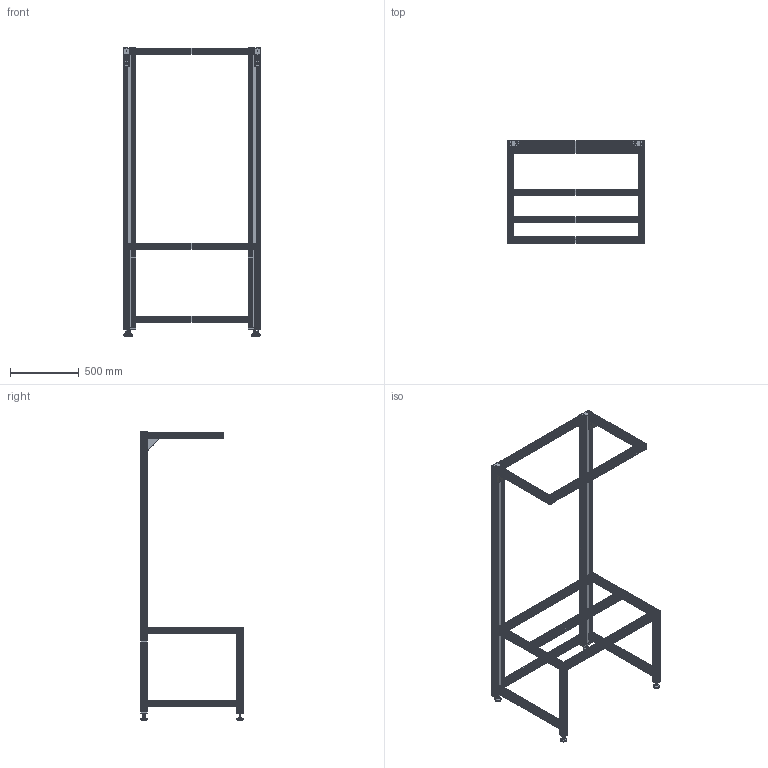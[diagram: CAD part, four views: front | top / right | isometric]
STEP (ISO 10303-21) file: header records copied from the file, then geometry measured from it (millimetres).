
FILE_DESCRIPTION(/* description */ ('Kastentisch S - 1000 mit Portalaufbau'),/* implementation_level */ '2;1');
FILE_NAME(/* name */ '32-0113-1FZ.001_Kastentisch S - 1000 mit Portalaufbau.step',/* time_stamp */ '2021-12-13T09:19:14+01:00',/* author */ ('Tobi'),/* organization */ (''),/* preprocessor_version */ 'ST-DEVELOPER v18.1',/* originating_system */ 'Autodesk Inventor 2021',/* authorisation */ '');
FILE_SCHEMA (('AUTOMOTIVE_DESIGN { 1 0 10303 214 3 1 1 }'));
Length unit declared in the file: millimetre
Products named in the file (23): 32-0113-1FZ.000; MTW_1-00164642; 20-1033-0FZ.001; leer; 20-1033-0FZ.001_1; 20-1033-0FZ.001_2; 20-1033-0FZ.001_3; 22-1004-1FZ.001; 22-1007-1FZ.001; leer_1; leer_2; leer_3; 21-1038-1FZ.001; leer_4; 21-2902-0FZ.000; leer_5; leer_6; leer_7; leer_8; 21-1397-12FZ.000; leer_9; 21-1351-2FZ.005; leer_10
Assembly tree (52 placements, depth 4):
  32-0113-1FZ.000
    MTW_1-00164642  x2
    20-1033-0FZ.001  x2
    leer  x2
    20-1033-0FZ.001_1  x4
    20-1033-0FZ.001_2  x4
    20-1033-0FZ.001_3  x2
    22-1004-1FZ.001  x2
    22-1007-1FZ.001  x2
    leer_1  x2
      21-2902-0FZ.000
      leer_5
      leer_6
      leer_7
    leer_2  x2
      leer_3
        21-1038-1FZ.001
        leer_9  x2
      leer_4
        21-2902-0FZ.000
        leer_5
        leer_6
        leer_7
    leer_8  x2
      21-1397-12FZ.000
      leer_9
      21-1351-2FZ.005
      leer_10
Bounding box: 1000 x 745 x 2103 mm (x, y, z)
Volume: 12855486.1 mm3; surface area: 9212566.6 mm2
Topology: 68 solids, 68 shells, 3214 faces, 9032 edges, 5982 vertices
Faces by surface type: plane 1724, cylinder 1352, cone 64, torus 42, bspline 16, sphere 16
Full cylindrical faces by diameter (mm): 5 x6, 5.5 x6, 8 x20, 8.376 x6, 8.4 x8, 9 x4, 10 x4, 12 x4, 13 x12, 15 x12, 16 x8, 37 x8, 45 x4
Entity records: 39652 total; most frequent: CARTESIAN_POINT 6986, DIRECTION 6648, ORIENTED_EDGE 6478, EDGE_CURVE 3239, AXIS2_PLACEMENT_3D 2255, VERTEX_POINT 2149, LINE 2138, VECTOR 2138
